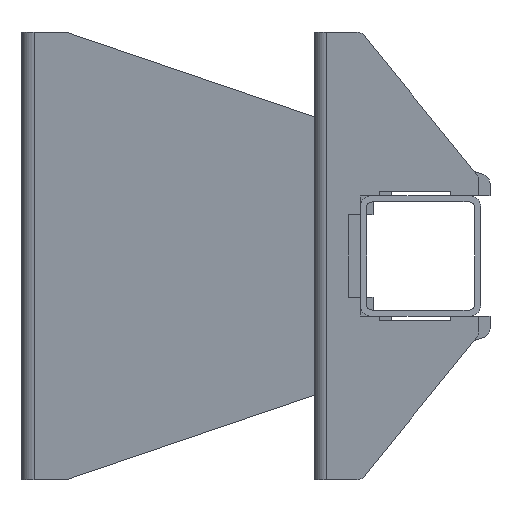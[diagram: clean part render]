
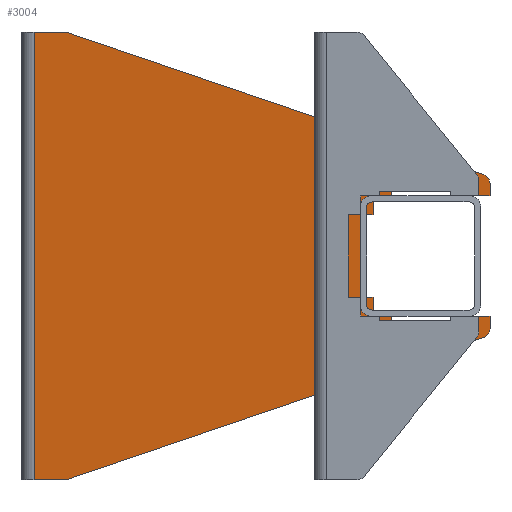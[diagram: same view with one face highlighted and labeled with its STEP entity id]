
A CAD part, left-side view. The second image highlights one B-rep face of the part: STEP entity #3004.
In plain terms, the highlighted face is planar.
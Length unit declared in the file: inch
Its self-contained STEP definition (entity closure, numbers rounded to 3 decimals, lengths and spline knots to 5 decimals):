
#27=ELLIPSE('',#3280,0.25386,0.25);
#28=ELLIPSE('',#3281,0.25386,0.25);
#29=ELLIPSE('',#3282,0.25386,0.25);
#30=ELLIPSE('',#3283,0.25386,0.25);
#154=FACE_OUTER_BOUND('',#318,.T.);
#318=EDGE_LOOP('',(#2113,#2114,#2115,#2116,#2117,#2118,#2119,#2120,#2121,
#2122,#2123,#2124,#2125,#2126,#2127,#2128,#2129,#2130,#2131,#2132,#2133,
#2134,#2135,#2136,#2137,#2138));
#594=LINE('',#4534,#950);
#595=LINE('',#4538,#951);
#599=LINE('',#4548,#955);
#600=LINE('',#4552,#956);
#601=LINE('',#4554,#957);
#602=LINE('',#4556,#958);
#603=LINE('',#4558,#959);
#604=LINE('',#4560,#960);
#605=LINE('',#4562,#961);
#606=LINE('',#4564,#962);
#607=LINE('',#4566,#963);
#608=LINE('',#4568,#964);
#609=LINE('',#4570,#965);
#610=LINE('',#4572,#966);
#611=LINE('',#4574,#967);
#612=LINE('',#4576,#968);
#613=LINE('',#4578,#969);
#614=LINE('',#4580,#970);
#615=LINE('',#4582,#971);
#616=LINE('',#4584,#972);
#617=LINE('',#4588,#973);
#618=LINE('',#4590,#974);
#950=VECTOR('',#3643,0.8065);
#951=VECTOR('',#3646,0.8065);
#955=VECTOR('',#3654,11.69536);
#956=VECTOR('',#3657,0.32722);
#957=VECTOR('',#3658,0.67736);
#958=VECTOR('',#3659,0.12664);
#959=VECTOR('',#3660,1.93895);
#960=VECTOR('',#3661,0.12664);
#961=VECTOR('',#3662,0.50036);
#962=VECTOR('',#3663,0.4916);
#963=VECTOR('',#3664,0.33176);
#964=VECTOR('',#3665,2.16641);
#965=VECTOR('',#3666,0.33176);
#966=VECTOR('',#3667,0.4916);
#967=VECTOR('',#3668,0.50036);
#968=VECTOR('',#3669,0.12664);
#969=VECTOR('',#3670,1.93895);
#970=VECTOR('',#3671,0.12664);
#971=VECTOR('',#3672,0.67736);
#972=VECTOR('',#3673,0.32722);
#973=VECTOR('',#3676,11.69536);
#974=VECTOR('',#3679,11.75);
#1306=VERTEX_POINT('',#4528);
#1308=VERTEX_POINT('',#4532);
#1309=VERTEX_POINT('',#4536);
#1310=VERTEX_POINT('',#4537);
#1313=VERTEX_POINT('',#4545);
#1314=VERTEX_POINT('',#4547);
#1315=VERTEX_POINT('',#4549);
#1316=VERTEX_POINT('',#4551);
#1317=VERTEX_POINT('',#4553);
#1318=VERTEX_POINT('',#4555);
#1319=VERTEX_POINT('',#4557);
#1320=VERTEX_POINT('',#4559);
#1321=VERTEX_POINT('',#4561);
#1322=VERTEX_POINT('',#4563);
#1323=VERTEX_POINT('',#4565);
#1324=VERTEX_POINT('',#4567);
#1325=VERTEX_POINT('',#4569);
#1326=VERTEX_POINT('',#4571);
#1327=VERTEX_POINT('',#4573);
#1328=VERTEX_POINT('',#4575);
#1329=VERTEX_POINT('',#4577);
#1330=VERTEX_POINT('',#4579);
#1331=VERTEX_POINT('',#4581);
#1332=VERTEX_POINT('',#4583);
#1333=VERTEX_POINT('',#4585);
#1334=VERTEX_POINT('',#4587);
#1614=EDGE_CURVE('',#1308,#1306,#594,.T.);
#1615=EDGE_CURVE('',#1309,#1310,#595,.T.);
#1619=EDGE_CURVE('',#1313,#1309,#27,.T.);
#1620=EDGE_CURVE('',#1314,#1313,#599,.T.);
#1621=EDGE_CURVE('',#1315,#1314,#28,.T.);
#1622=EDGE_CURVE('',#1316,#1315,#600,.T.);
#1623=EDGE_CURVE('',#1316,#1317,#601,.T.);
#1624=EDGE_CURVE('',#1317,#1318,#602,.T.);
#1625=EDGE_CURVE('',#1318,#1319,#603,.T.);
#1626=EDGE_CURVE('',#1319,#1320,#604,.T.);
#1627=EDGE_CURVE('',#1320,#1321,#605,.T.);
#1628=EDGE_CURVE('',#1321,#1322,#606,.T.);
#1629=EDGE_CURVE('',#1322,#1323,#607,.T.);
#1630=EDGE_CURVE('',#1323,#1324,#608,.T.);
#1631=EDGE_CURVE('',#1325,#1324,#609,.T.);
#1632=EDGE_CURVE('',#1326,#1325,#610,.T.);
#1633=EDGE_CURVE('',#1327,#1326,#611,.T.);
#1634=EDGE_CURVE('',#1328,#1327,#612,.T.);
#1635=EDGE_CURVE('',#1329,#1328,#613,.T.);
#1636=EDGE_CURVE('',#1330,#1329,#614,.T.);
#1637=EDGE_CURVE('',#1331,#1330,#615,.T.);
#1638=EDGE_CURVE('',#1331,#1332,#616,.T.);
#1639=EDGE_CURVE('',#1332,#1333,#29,.F.);
#1640=EDGE_CURVE('',#1333,#1334,#617,.T.);
#1641=EDGE_CURVE('',#1334,#1306,#30,.F.);
#1642=EDGE_CURVE('',#1310,#1308,#618,.T.);
#2113=ORIENTED_EDGE('',*,*,#1619,.F.);
#2114=ORIENTED_EDGE('',*,*,#1620,.F.);
#2115=ORIENTED_EDGE('',*,*,#1621,.F.);
#2116=ORIENTED_EDGE('',*,*,#1622,.F.);
#2117=ORIENTED_EDGE('',*,*,#1623,.T.);
#2118=ORIENTED_EDGE('',*,*,#1624,.T.);
#2119=ORIENTED_EDGE('',*,*,#1625,.T.);
#2120=ORIENTED_EDGE('',*,*,#1626,.T.);
#2121=ORIENTED_EDGE('',*,*,#1627,.T.);
#2122=ORIENTED_EDGE('',*,*,#1628,.T.);
#2123=ORIENTED_EDGE('',*,*,#1629,.T.);
#2124=ORIENTED_EDGE('',*,*,#1630,.T.);
#2125=ORIENTED_EDGE('',*,*,#1631,.F.);
#2126=ORIENTED_EDGE('',*,*,#1632,.F.);
#2127=ORIENTED_EDGE('',*,*,#1633,.F.);
#2128=ORIENTED_EDGE('',*,*,#1634,.F.);
#2129=ORIENTED_EDGE('',*,*,#1635,.F.);
#2130=ORIENTED_EDGE('',*,*,#1636,.F.);
#2131=ORIENTED_EDGE('',*,*,#1637,.F.);
#2132=ORIENTED_EDGE('',*,*,#1638,.T.);
#2133=ORIENTED_EDGE('',*,*,#1639,.T.);
#2134=ORIENTED_EDGE('',*,*,#1640,.T.);
#2135=ORIENTED_EDGE('',*,*,#1641,.T.);
#2136=ORIENTED_EDGE('',*,*,#1614,.F.);
#2137=ORIENTED_EDGE('',*,*,#1642,.F.);
#2138=ORIENTED_EDGE('',*,*,#1615,.F.);
#2878=PLANE('',#3279);
#3004=ADVANCED_FACE('',(#154),#2878,.F.);
#3279=AXIS2_PLACEMENT_3D('',#4544,#3650,#3651);
#3280=AXIS2_PLACEMENT_3D('',#4546,#3652,#3653);
#3281=AXIS2_PLACEMENT_3D('',#4550,#3655,#3656);
#3282=AXIS2_PLACEMENT_3D('',#4586,#3674,#3675);
#3283=AXIS2_PLACEMENT_3D('',#4589,#3677,#3678);
#3643=DIRECTION('',(0.174,-0.985,0.));
#3646=DIRECTION('',(-0.174,0.985,0.));
#3650=DIRECTION('center_axis',(-0.985,-0.174,0.));
#3651=DIRECTION('ref_axis',(0.,0.,1.));
#3652=DIRECTION('center_axis',(-0.985,-0.174,0.));
#3653=DIRECTION('ref_axis',(0.174,-0.985,0.));
#3654=DIRECTION('',(-0.165,0.934,0.318));
#3655=DIRECTION('center_axis',(-0.985,-0.174,0.));
#3656=DIRECTION('ref_axis',(0.174,-0.985,0.));
#3657=DIRECTION('',(0.,0.,1.));
#3658=DIRECTION('',(-0.174,0.985,0.));
#3659=DIRECTION('',(0.,0.,1.));
#3660=DIRECTION('',(-0.174,0.985,0.));
#3661=DIRECTION('',(0.,0.,-1.));
#3662=DIRECTION('',(-0.174,0.985,0.));
#3663=DIRECTION('',(0.,0.,-1.));
#3664=DIRECTION('',(-0.174,0.985,0.));
#3665=DIRECTION('',(0.,0.,-1.));
#3666=DIRECTION('',(-0.174,0.985,0.));
#3667=DIRECTION('',(0.,0.,1.));
#3668=DIRECTION('',(-0.174,0.985,0.));
#3669=DIRECTION('',(0.,0.,1.));
#3670=DIRECTION('',(-0.174,0.985,0.));
#3671=DIRECTION('',(0.,0.,-1.));
#3672=DIRECTION('',(-0.174,0.985,0.));
#3673=DIRECTION('',(0.,0.,-1.));
#3674=DIRECTION('center_axis',(-0.985,-0.174,0.));
#3675=DIRECTION('ref_axis',(0.174,-0.985,0.));
#3676=DIRECTION('',(-0.165,0.934,-0.318));
#3677=DIRECTION('center_axis',(-0.985,-0.174,0.));
#3678=DIRECTION('ref_axis',(0.174,-0.985,0.));
#3679=DIRECTION('',(0.,0.,-1.));
#4528=CARTESIAN_POINT('',(2.97838,-0.92436,-5.875));
#4532=CARTESIAN_POINT('',(2.83833,-0.13011,-5.875));
#4534=CARTESIAN_POINT('',(2.83833,-0.13011,-5.875));
#4536=CARTESIAN_POINT('',(2.97838,-0.92436,5.875));
#4537=CARTESIAN_POINT('',(2.83833,-0.13011,5.875));
#4538=CARTESIAN_POINT('',(2.97838,-0.92436,5.875));
#4544=CARTESIAN_POINT('Origin',(2.7305,0.48146,0.));
#4545=CARTESIAN_POINT('',(2.99261,-1.00504,5.86162));
#4546=CARTESIAN_POINT('Origin',(2.97838,-0.92436,5.625));
#4547=CARTESIAN_POINT('',(4.91784,-11.92357,2.13864));
#4548=CARTESIAN_POINT('',(4.91784,-11.92357,2.13864));
#4549=CARTESIAN_POINT('',(4.94769,-12.09289,1.90202));
#4550=CARTESIAN_POINT('Origin',(4.90361,-11.84289,1.90202));
#4551=CARTESIAN_POINT('',(4.94769,-12.09289,1.5748));
#4552=CARTESIAN_POINT('',(4.94769,-12.09289,1.5748));
#4553=CARTESIAN_POINT('',(4.83007,-11.42582,1.5748));
#4554=CARTESIAN_POINT('',(4.94769,-12.09289,1.5748));
#4555=CARTESIAN_POINT('',(4.83007,-11.42582,1.70144));
#4556=CARTESIAN_POINT('',(4.83007,-11.42582,1.5748));
#4557=CARTESIAN_POINT('',(4.49338,-9.51633,1.70144));
#4558=CARTESIAN_POINT('',(4.83007,-11.42582,1.70144));
#4559=CARTESIAN_POINT('',(4.49338,-9.51633,1.5748));
#4560=CARTESIAN_POINT('',(4.49338,-9.51633,1.70144));
#4561=CARTESIAN_POINT('',(4.40649,-9.02357,1.5748));
#4562=CARTESIAN_POINT('',(4.49338,-9.51633,1.5748));
#4563=CARTESIAN_POINT('',(4.40649,-9.02357,1.08321));
#4564=CARTESIAN_POINT('',(4.40649,-9.02357,1.5748));
#4565=CARTESIAN_POINT('',(4.34888,-8.69685,1.08321));
#4566=CARTESIAN_POINT('',(4.40649,-9.02357,1.08321));
#4567=CARTESIAN_POINT('',(4.34888,-8.69685,-1.08321));
#4568=CARTESIAN_POINT('',(4.34888,-8.69685,1.08321));
#4569=CARTESIAN_POINT('',(4.40649,-9.02357,-1.08321));
#4570=CARTESIAN_POINT('',(4.40649,-9.02357,-1.08321));
#4571=CARTESIAN_POINT('',(4.40649,-9.02357,-1.5748));
#4572=CARTESIAN_POINT('',(4.40649,-9.02357,-1.5748));
#4573=CARTESIAN_POINT('',(4.49338,-9.51633,-1.5748));
#4574=CARTESIAN_POINT('',(4.49338,-9.51633,-1.5748));
#4575=CARTESIAN_POINT('',(4.49338,-9.51633,-1.70144));
#4576=CARTESIAN_POINT('',(4.49338,-9.51633,-1.70144));
#4577=CARTESIAN_POINT('',(4.83007,-11.42582,-1.70144));
#4578=CARTESIAN_POINT('',(4.83007,-11.42582,-1.70144));
#4579=CARTESIAN_POINT('',(4.83007,-11.42582,-1.5748));
#4580=CARTESIAN_POINT('',(4.83007,-11.42582,-1.5748));
#4581=CARTESIAN_POINT('',(4.94769,-12.09289,-1.5748));
#4582=CARTESIAN_POINT('',(4.94769,-12.09289,-1.5748));
#4583=CARTESIAN_POINT('',(4.94769,-12.09289,-1.90202));
#4584=CARTESIAN_POINT('',(4.94769,-12.09289,-1.5748));
#4585=CARTESIAN_POINT('',(4.91784,-11.92357,-2.13864));
#4586=CARTESIAN_POINT('Origin',(4.90361,-11.84289,-1.90202));
#4587=CARTESIAN_POINT('',(2.99261,-1.00504,-5.86162));
#4588=CARTESIAN_POINT('',(4.91784,-11.92357,-2.13864));
#4589=CARTESIAN_POINT('Origin',(2.97838,-0.92436,-5.625));
#4590=CARTESIAN_POINT('',(2.83833,-0.13011,5.875));
